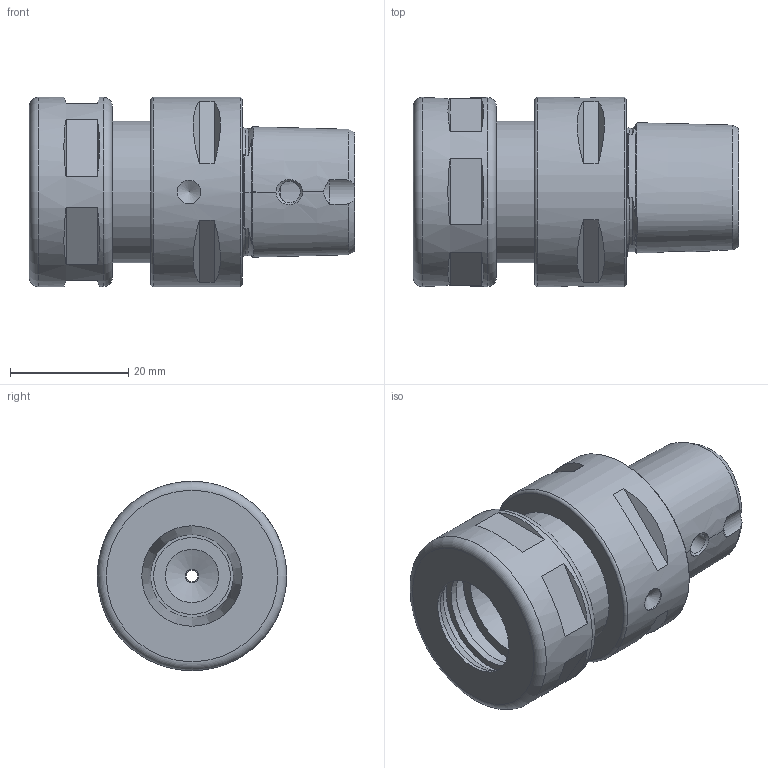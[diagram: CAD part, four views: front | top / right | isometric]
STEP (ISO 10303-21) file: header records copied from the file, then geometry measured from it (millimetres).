
FILE_DESCRIPTION((''),'2;1');
FILE_NAME('670000312036-3D.stp','2021-01-28T10:32:38',('nttooll'),(''),'Autodesk Inventor 2012','Autodesk Inventor 2012','');
FILE_SCHEMA(('AUTOMOTIVE_DESIGN { 1 0 10303 214 1 1 1 1 }'));
Length unit declared in the file: millimetre
Products named in the file (1): 670000312036-3D
Bounding box: 55 x 32 x 32 mm (x, y, z)
Volume: 22016.3 mm3; surface area: 10560.3 mm2
Topology: 1 solids, 1 shells, 123 faces, 270 edges, 170 vertices
Faces by surface type: plane 52, cylinder 28, cone 20, bspline 16, torus 7
Full cylindrical faces by diameter (mm): 2 x1, 2.309 x1, 3.6 x1, 4 x2, 10 x1, 12 x2, 13 x1, 14.5 x1, 15 x2, 16.5 x1, 17 x1, 18.2 x1, 20.5 x1, 24 x2, 32 x2
Entity records: 6346 total; most frequent: CARTESIAN_POINT 3944, DIRECTION 460, ORIENTED_EDGE 426, EDGE_CURVE 213, AXIS2_PLACEMENT_3D 201, EDGE_LOOP 193, VERTEX_POINT 158, FACE_OUTER_BOUND 123
